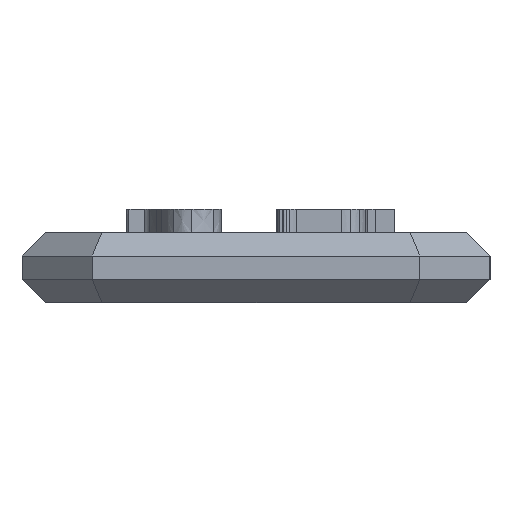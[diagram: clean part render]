
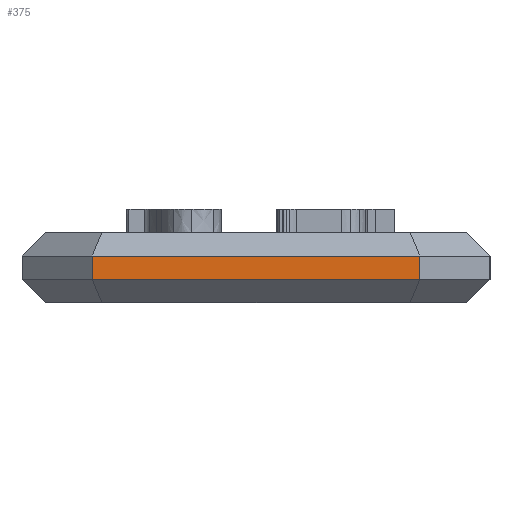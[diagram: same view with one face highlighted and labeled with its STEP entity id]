
A CAD part, left-side view. The second image highlights one B-rep face of the part: STEP entity #375.
In plain terms, the highlighted planar face has unit normal (-1, 0, 0).
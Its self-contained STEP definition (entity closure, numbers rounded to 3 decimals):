
#375=ADVANCED_FACE('',(#2631),#2633,.T.);
#2631=FACE_BOUND('',#2632,.T.);
#2632=EDGE_LOOP('',(#5831,#5832,#5833,#5834));
#2633=PLANE('',#2634);
#2634=AXIS2_PLACEMENT_3D('',#2635,#2636,#2637);
#2635=CARTESIAN_POINT('',(-30.,10.,0.));
#2636=DIRECTION('',(-1.,0.,0.));
#2637=DIRECTION('',(0.,-1.,0.));
#5831=ORIENTED_EDGE('',*,*,#7357,.T.);
#5832=ORIENTED_EDGE('',*,*,#7999,.T.);
#5833=ORIENTED_EDGE('',*,*,#7382,.F.);
#5834=ORIENTED_EDGE('',*,*,#8000,.F.);
#7357=EDGE_CURVE('',#8995,#8996,#8997,.T.);
#7382=EDGE_CURVE('',#9030,#9033,#9034,.T.);
#7999=EDGE_CURVE('',#8996,#9033,#9958,.T.);
#8000=EDGE_CURVE('',#8995,#9030,#9959,.T.);
#8995=VERTEX_POINT('',#11832);
#8996=VERTEX_POINT('',#11833);
#8997=LINE('',#11834,#11835);
#9030=VERTEX_POINT('',#11913);
#9033=VERTEX_POINT('',#11920);
#9034=LINE('',#11921,#11922);
#9958=LINE('',#14079,#14080);
#9959=LINE('',#14082,#14083);
#11832=CARTESIAN_POINT('',(-30.,7.,1.));
#11833=CARTESIAN_POINT('',(-30.,-7.,1.));
#11834=CARTESIAN_POINT('',(-30.,7.,1.));
#11835=VECTOR('',#11836,1.);
#11836=DIRECTION('',(0.,-1.,0.));
#11913=CARTESIAN_POINT('',(-30.,7.,2.));
#11920=CARTESIAN_POINT('',(-30.,-7.,2.));
#11921=CARTESIAN_POINT('',(-30.,7.,2.));
#11922=VECTOR('',#11923,1.);
#11923=DIRECTION('',(0.,-1.,0.));
#14079=CARTESIAN_POINT('',(-30.,-7.,1.));
#14080=VECTOR('',#14081,1.);
#14081=DIRECTION('',(0.,0.,1.));
#14082=CARTESIAN_POINT('',(-30.,7.,1.));
#14083=VECTOR('',#14084,1.);
#14084=DIRECTION('',(0.,0.,1.));
